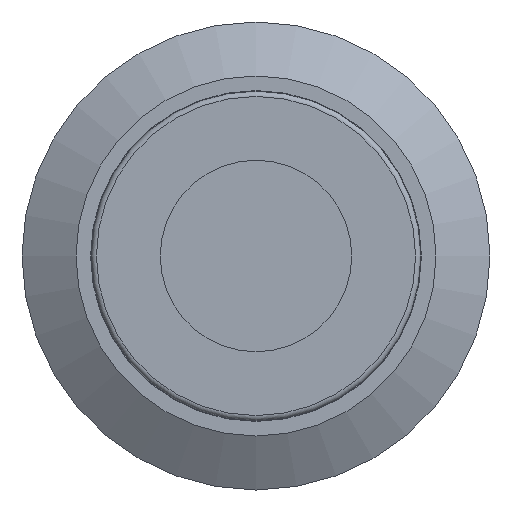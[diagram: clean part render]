
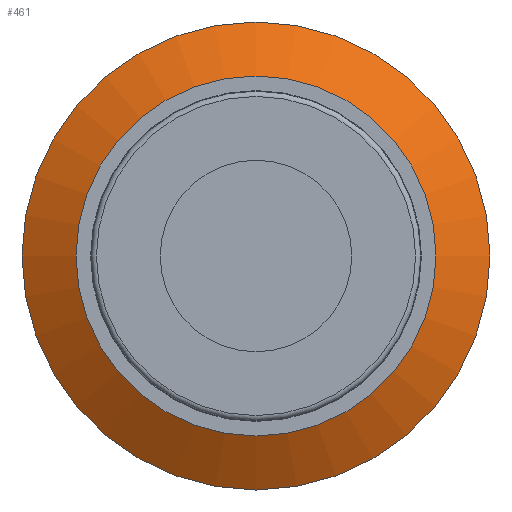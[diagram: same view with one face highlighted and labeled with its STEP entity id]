
A CAD part, left-side view. The second image highlights one B-rep face of the part: STEP entity #461.
In plain terms, the highlighted conical face has half-angle 59.421 degrees and reference radius 25.4 mm.
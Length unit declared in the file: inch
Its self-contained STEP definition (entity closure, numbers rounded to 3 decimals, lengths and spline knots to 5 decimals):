
#434=CARTESIAN_POINT('',(0.31532,0.0,0.0));
#435=DIRECTION('',(1.0,0.0,0.0));
#436=DIRECTION('',(0.0,0.0,1.0));
#437=AXIS2_PLACEMENT_3D('',#434,#435,#436);
#438=CONICAL_SURFACE('',#437,1.0,59.421);
#439=CARTESIAN_POINT('',(-0.01969,0.43307,0.));
#440=VERTEX_POINT('',#439);
#441=CARTESIAN_POINT('',(-0.01969,0.0,0.0));
#442=DIRECTION('',(1.0,0.0,0.0));
#443=DIRECTION('',(0.0,-1.0,0.0));
#444=AXIS2_PLACEMENT_3D('',#441,#442,#443);
#445=CIRCLE('',#444,0.43307);
#446=EDGE_CURVE('',#440,#440,#445,.T.);
#447=ORIENTED_EDGE('',*,*,#446,.F.);
#448=EDGE_LOOP('',(#447));
#449=FACE_OUTER_BOUND('',#448,.T.);
#450=CARTESIAN_POINT('',(-0.07874,0.0,0.33313));
#451=VERTEX_POINT('',#450);
#452=CARTESIAN_POINT('',(-0.07874,0.0,0.0));
#453=DIRECTION('',(-1.0,0.0,0.0));
#454=DIRECTION('',(0.0,0.0,1.0));
#455=AXIS2_PLACEMENT_3D('',#452,#453,#454);
#456=CIRCLE('',#455,0.33313);
#457=EDGE_CURVE('',#451,#451,#456,.T.);
#458=ORIENTED_EDGE('',*,*,#457,.F.);
#459=EDGE_LOOP('',(#458));
#460=FACE_BOUND('',#459,.T.);
#461=ADVANCED_FACE('',(#449,#460),#438,.T.);
